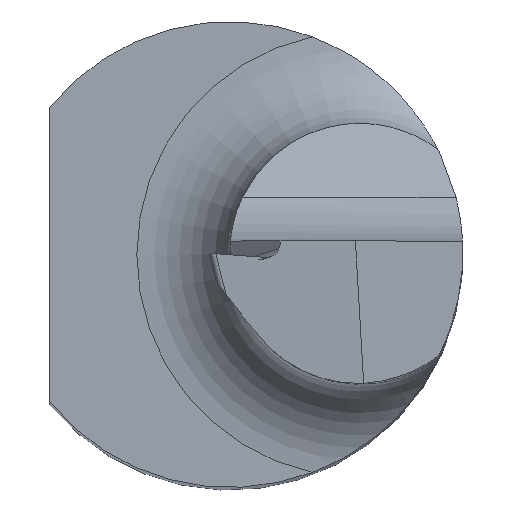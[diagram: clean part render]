
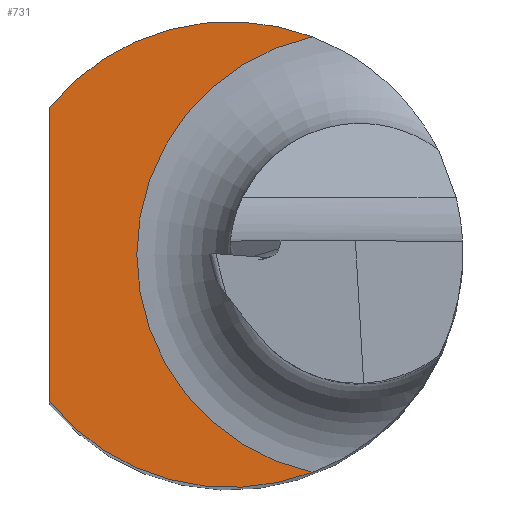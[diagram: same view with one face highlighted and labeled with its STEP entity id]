
A CAD part, top view. The second image highlights one B-rep face of the part: STEP entity #731.
In plain terms, the highlighted planar face has unit normal (0, 0, 1).
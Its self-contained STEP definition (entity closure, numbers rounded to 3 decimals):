
#35 = AXIS2_PLACEMENT_3D ( 'NONE', #461, #597, #842 ) ;
#68 = EDGE_LOOP ( 'NONE', ( #303, #767, #836, #98 ) ) ;
#98 = ORIENTED_EDGE ( 'NONE', *, *, #541, .T. ) ;
#150 = CARTESIAN_POINT ( 'NONE',  ( 1.115, 0., 14. ) ) ;
#170 = CARTESIAN_POINT ( 'NONE',  ( -1.55, -1.264, 14. ) ) ;
#172 = DIRECTION ( 'NONE',  ( -1., 0., 0. ) ) ;
#188 = CIRCLE ( 'NONE', #388, 1.915 ) ;
#245 = CARTESIAN_POINT ( 'NONE',  ( 0., 0., 14. ) ) ;
#259 = EDGE_CURVE ( 'NONE', #718, #582, #188, .T. ) ;
#303 = ORIENTED_EDGE ( 'NONE', *, *, #725, .T. ) ;
#319 = CARTESIAN_POINT ( 'NONE',  ( 0.707, 1.871, 14. ) ) ;
#388 = AXIS2_PLACEMENT_3D ( 'NONE', #150, #729, #657 ) ;
#413 = DIRECTION ( 'NONE',  ( 0., -1., 0. ) ) ;
#424 = CARTESIAN_POINT ( 'NONE',  ( -1.55, 1.264, 14. ) ) ;
#429 = VERTEX_POINT ( 'NONE', #170 ) ;
#441 = CIRCLE ( 'NONE', #525, 2. ) ;
#450 = PLANE ( 'NONE',  #35 ) ;
#461 = CARTESIAN_POINT ( 'NONE',  ( 0., 0., 14. ) ) ;
#486 = AXIS2_PLACEMENT_3D ( 'NONE', #711, #612, #172 ) ;
#522 = DIRECTION ( 'NONE',  ( 0., 0., 1. ) ) ;
#525 = AXIS2_PLACEMENT_3D ( 'NONE', #245, #522, #593 ) ;
#541 = EDGE_CURVE ( 'NONE', #545, #429, #949, .T. ) ;
#542 = FACE_OUTER_BOUND ( 'NONE', #68, .T. ) ;
#545 = VERTEX_POINT ( 'NONE', #424 ) ;
#571 = EDGE_CURVE ( 'NONE', #582, #545, #672, .T. ) ;
#582 = VERTEX_POINT ( 'NONE', #319 ) ;
#593 = DIRECTION ( 'NONE',  ( -1., 0., 0. ) ) ;
#597 = DIRECTION ( 'NONE',  ( 0., 0., -1. ) ) ;
#612 = DIRECTION ( 'NONE',  ( 0., 0., 1. ) ) ;
#657 = DIRECTION ( 'NONE',  ( -1., 0., 0. ) ) ;
#672 = CIRCLE ( 'NONE', #486, 2. ) ;
#683 = CARTESIAN_POINT ( 'NONE',  ( 0.707, -1.871, 14. ) ) ;
#711 = CARTESIAN_POINT ( 'NONE',  ( 0., 0., 14. ) ) ;
#718 = VERTEX_POINT ( 'NONE', #683 ) ;
#725 = EDGE_CURVE ( 'NONE', #429, #718, #441, .T. ) ;
#729 = DIRECTION ( 'NONE',  ( 0., 0., -1. ) ) ;
#731 = ADVANCED_FACE ( 'NONE', ( #542 ), #450, .F. ) ;
#767 = ORIENTED_EDGE ( 'NONE', *, *, #259, .T. ) ;
#792 = CARTESIAN_POINT ( 'NONE',  ( -1.55, 1.264, 14. ) ) ;
#812 = VECTOR ( 'NONE', #413, 1000. ) ;
#836 = ORIENTED_EDGE ( 'NONE', *, *, #571, .T. ) ;
#842 = DIRECTION ( 'NONE',  ( -1., 0., 0. ) ) ;
#949 = LINE ( 'NONE', #792, #812 ) ;
